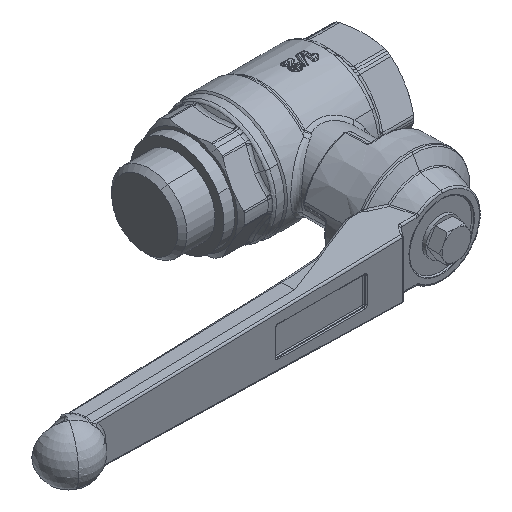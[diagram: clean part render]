
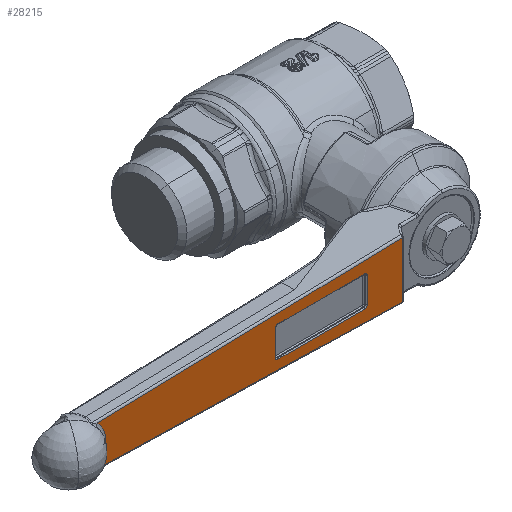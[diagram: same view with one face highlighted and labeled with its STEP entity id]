
A CAD part, isometric view. The second image highlights one B-rep face of the part: STEP entity #28215.
In plain terms, the highlighted planar face has unit normal (0, -1, 0).
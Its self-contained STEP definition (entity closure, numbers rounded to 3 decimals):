
#27224=CARTESIAN_POINT('Vertex',(-98.045,-48.95,5.499)) ;
#27227=CARTESIAN_POINT('Line Origine',(-56.33,-48.95,6.592)) ;
#27231=CARTESIAN_POINT('Vertex',(-61.96,-48.95,6.444)) ;
#27234=CARTESIAN_POINT('Line Origine',(-56.33,-48.95,6.592)) ;
#27238=CARTESIAN_POINT('Vertex',(-13.511,-48.95,7.713)) ;
#28065=CARTESIAN_POINT('Axis2P3D Location',(-100.651,-48.95,9.194)) ;
#28071=CARTESIAN_POINT('Control Point',(-98.045,-48.95,-5.499)) ;
#28072=CARTESIAN_POINT('Control Point',(-97.464,-48.95,-4.923)) ;
#28073=CARTESIAN_POINT('Control Point',(-96.959,-48.95,-4.27)) ;
#28074=CARTESIAN_POINT('Control Point',(-96.544,-48.95,-3.554)) ;
#28075=CARTESIAN_POINT('Control Point',(-95.913,-48.95,-2.029)) ;
#28076=CARTESIAN_POINT('Control Point',(-95.699,-48.95,-0.393)) ;
#28077=CARTESIAN_POINT('Control Point',(-95.701,-48.95,0.435)) ;
#28078=CARTESIAN_POINT('Control Point',(-95.923,-48.95,2.062)) ;
#28079=CARTESIAN_POINT('Control Point',(-96.557,-48.95,3.576)) ;
#28080=CARTESIAN_POINT('Control Point',(-96.97,-48.95,4.284)) ;
#28081=CARTESIAN_POINT('Control Point',(-97.47,-48.95,4.929)) ;
#28082=CARTESIAN_POINT('Control Point',(-98.045,-48.95,5.499)) ;
#28083=CARTESIAN_POINT('Vertex',(-98.045,-48.95,-5.499)) ;
#28086=CARTESIAN_POINT('Line Origine',(-80.002,-48.95,-5.972)) ;
#28090=CARTESIAN_POINT('Vertex',(-61.96,-48.95,-6.444)) ;
#28093=CARTESIAN_POINT('Line Origine',(-37.735,-48.95,-7.078)) ;
#28097=CARTESIAN_POINT('Vertex',(-13.511,-48.95,-7.713)) ;
#28100=CARTESIAN_POINT('Line Origine',(-13.511,-48.95,0.)) ;
#28114=CARTESIAN_POINT('Control Point',(-48.,-48.95,-4.25)) ;
#28115=CARTESIAN_POINT('Control Point',(-48.085,-48.95,-4.25)) ;
#28116=CARTESIAN_POINT('Control Point',(-48.17,-48.95,-4.238)) ;
#28117=CARTESIAN_POINT('Control Point',(-48.252,-48.95,-4.214)) ;
#28118=CARTESIAN_POINT('Control Point',(-48.408,-48.95,-4.143)) ;
#28119=CARTESIAN_POINT('Control Point',(-48.539,-48.95,-4.032)) ;
#28120=CARTESIAN_POINT('Control Point',(-48.596,-48.95,-3.968)) ;
#28121=CARTESIAN_POINT('Control Point',(-48.679,-48.95,-3.84)) ;
#28122=CARTESIAN_POINT('Control Point',(-48.728,-48.95,-3.697)) ;
#28123=CARTESIAN_POINT('Control Point',(-48.743,-48.95,-3.632)) ;
#28124=CARTESIAN_POINT('Control Point',(-48.75,-48.95,-3.566)) ;
#28125=CARTESIAN_POINT('Control Point',(-48.75,-48.95,-3.5)) ;
#28126=CARTESIAN_POINT('Vertex',(-48.,-48.95,-4.25)) ;
#28128=CARTESIAN_POINT('Vertex',(-48.75,-48.95,-3.5)) ;
#28131=CARTESIAN_POINT('Line Origine',(-48.75,-48.95,0.)) ;
#28135=CARTESIAN_POINT('Vertex',(-48.75,-48.95,3.5)) ;
#28139=CARTESIAN_POINT('Control Point',(-48.75,-48.95,3.5)) ;
#28140=CARTESIAN_POINT('Control Point',(-48.75,-48.95,3.585)) ;
#28141=CARTESIAN_POINT('Control Point',(-48.738,-48.95,3.67)) ;
#28142=CARTESIAN_POINT('Control Point',(-48.714,-48.95,3.752)) ;
#28143=CARTESIAN_POINT('Control Point',(-48.643,-48.95,3.908)) ;
#28144=CARTESIAN_POINT('Control Point',(-48.532,-48.95,4.039)) ;
#28145=CARTESIAN_POINT('Control Point',(-48.468,-48.95,4.096)) ;
#28146=CARTESIAN_POINT('Control Point',(-48.34,-48.95,4.179)) ;
#28147=CARTESIAN_POINT('Control Point',(-48.197,-48.95,4.228)) ;
#28148=CARTESIAN_POINT('Control Point',(-48.132,-48.95,4.243)) ;
#28149=CARTESIAN_POINT('Control Point',(-48.066,-48.95,4.25)) ;
#28150=CARTESIAN_POINT('Control Point',(-48.,-48.95,4.25)) ;
#28151=CARTESIAN_POINT('Vertex',(-48.,-48.95,4.25)) ;
#28154=CARTESIAN_POINT('Line Origine',(-36.,-48.95,4.25)) ;
#28158=CARTESIAN_POINT('Vertex',(-24.,-48.95,4.25)) ;
#28162=CARTESIAN_POINT('Control Point',(-24.,-48.95,4.25)) ;
#28163=CARTESIAN_POINT('Control Point',(-23.915,-48.95,4.25)) ;
#28164=CARTESIAN_POINT('Control Point',(-23.83,-48.95,4.238)) ;
#28165=CARTESIAN_POINT('Control Point',(-23.748,-48.95,4.214)) ;
#28166=CARTESIAN_POINT('Control Point',(-23.592,-48.95,4.143)) ;
#28167=CARTESIAN_POINT('Control Point',(-23.461,-48.95,4.032)) ;
#28168=CARTESIAN_POINT('Control Point',(-23.404,-48.95,3.968)) ;
#28169=CARTESIAN_POINT('Control Point',(-23.321,-48.95,3.84)) ;
#28170=CARTESIAN_POINT('Control Point',(-23.272,-48.95,3.697)) ;
#28171=CARTESIAN_POINT('Control Point',(-23.257,-48.95,3.632)) ;
#28172=CARTESIAN_POINT('Control Point',(-23.25,-48.95,3.566)) ;
#28173=CARTESIAN_POINT('Control Point',(-23.25,-48.95,3.5)) ;
#28174=CARTESIAN_POINT('Vertex',(-23.25,-48.95,3.5)) ;
#28177=CARTESIAN_POINT('Line Origine',(-23.25,-48.95,0.)) ;
#28181=CARTESIAN_POINT('Vertex',(-23.25,-48.95,-3.5)) ;
#28185=CARTESIAN_POINT('Control Point',(-23.25,-48.95,-3.5)) ;
#28186=CARTESIAN_POINT('Control Point',(-23.25,-48.95,-3.585)) ;
#28187=CARTESIAN_POINT('Control Point',(-23.262,-48.95,-3.67)) ;
#28188=CARTESIAN_POINT('Control Point',(-23.286,-48.95,-3.752)) ;
#28189=CARTESIAN_POINT('Control Point',(-23.357,-48.95,-3.908)) ;
#28190=CARTESIAN_POINT('Control Point',(-23.468,-48.95,-4.039)) ;
#28191=CARTESIAN_POINT('Control Point',(-23.532,-48.95,-4.096)) ;
#28192=CARTESIAN_POINT('Control Point',(-23.66,-48.95,-4.179)) ;
#28193=CARTESIAN_POINT('Control Point',(-23.803,-48.95,-4.228)) ;
#28194=CARTESIAN_POINT('Control Point',(-23.868,-48.95,-4.243)) ;
#28195=CARTESIAN_POINT('Control Point',(-23.934,-48.95,-4.25)) ;
#28196=CARTESIAN_POINT('Control Point',(-24.,-48.95,-4.25)) ;
#28197=CARTESIAN_POINT('Vertex',(-24.,-48.95,-4.25)) ;
#28200=CARTESIAN_POINT('Line Origine',(-36.,-48.95,-4.25)) ;
#27228=DIRECTION('Vector Direction',(1.,0.,0.026)) ;
#27235=DIRECTION('Vector Direction',(1.,0.,0.026)) ;
#28066=DIRECTION('Axis2P3D Direction',(0.,-1.,0.)) ;
#28067=DIRECTION('Axis2P3D XDirection',(1.,0.,0.)) ;
#28087=DIRECTION('Vector Direction',(1.,0.,-0.026)) ;
#28094=DIRECTION('Vector Direction',(1.,0.,-0.026)) ;
#28101=DIRECTION('Vector Direction',(0.,0.,1.)) ;
#28132=DIRECTION('Vector Direction',(0.,0.,1.)) ;
#28155=DIRECTION('Vector Direction',(1.,0.,0.)) ;
#28178=DIRECTION('Vector Direction',(0.,0.,1.)) ;
#28201=DIRECTION('Vector Direction',(1.,0.,0.)) ;
#28068=AXIS2_PLACEMENT_3D('Plane Axis2P3D',#28065,#28066,#28067) ;
#28106=ORIENTED_EDGE('',*,*,#28085,.F.) ;
#28107=ORIENTED_EDGE('',*,*,#28092,.T.) ;
#28108=ORIENTED_EDGE('',*,*,#28099,.F.) ;
#28109=ORIENTED_EDGE('',*,*,#28104,.T.) ;
#28110=ORIENTED_EDGE('',*,*,#27240,.F.) ;
#28111=ORIENTED_EDGE('',*,*,#27233,.T.) ;
#28206=ORIENTED_EDGE('',*,*,#28130,.T.) ;
#28207=ORIENTED_EDGE('',*,*,#28137,.T.) ;
#28208=ORIENTED_EDGE('',*,*,#28153,.T.) ;
#28209=ORIENTED_EDGE('',*,*,#28160,.T.) ;
#28210=ORIENTED_EDGE('',*,*,#28176,.T.) ;
#28211=ORIENTED_EDGE('',*,*,#28183,.T.) ;
#28212=ORIENTED_EDGE('',*,*,#28199,.T.) ;
#28213=ORIENTED_EDGE('',*,*,#28204,.T.) ;
#28214=FACE_BOUND('',#28205,.T.) ;
#27229=VECTOR('Line Direction',#27228,1.) ;
#27236=VECTOR('Line Direction',#27235,1.) ;
#28088=VECTOR('Line Direction',#28087,1.) ;
#28095=VECTOR('Line Direction',#28094,1.) ;
#28102=VECTOR('Line Direction',#28101,1.) ;
#28133=VECTOR('Line Direction',#28132,1.) ;
#28156=VECTOR('Line Direction',#28155,1.) ;
#28179=VECTOR('Line Direction',#28178,1.) ;
#28202=VECTOR('Line Direction',#28201,1.) ;
#28215=ADVANCED_FACE('PartBody',(#28112,#28214),#28069,.T.) ;
#28070=B_SPLINE_CURVE_WITH_KNOTS('',5,(#28071,#28072,#28073,#28074,#28075,#28076,#28077,#28078,#28079,#28080,#28081,#28082),.UNSPECIFIED.,.F.,.U.,(6,3,3,6),(0.,5.785,11.569,17.295),.UNSPECIFIED.) ;
#28113=B_SPLINE_CURVE_WITH_KNOTS('',5,(#28114,#28115,#28116,#28117,#28118,#28119,#28120,#28121,#28122,#28123,#28124,#28125),.UNSPECIFIED.,.F.,.U.,(6,3,3,6),(0.,0.6,1.2,1.666),.UNSPECIFIED.) ;
#28138=B_SPLINE_CURVE_WITH_KNOTS('',5,(#28139,#28140,#28141,#28142,#28143,#28144,#28145,#28146,#28147,#28148,#28149,#28150),.UNSPECIFIED.,.F.,.U.,(6,3,3,6),(0.,0.6,1.2,1.666),.UNSPECIFIED.) ;
#28161=B_SPLINE_CURVE_WITH_KNOTS('',5,(#28162,#28163,#28164,#28165,#28166,#28167,#28168,#28169,#28170,#28171,#28172,#28173),.UNSPECIFIED.,.F.,.U.,(6,3,3,6),(0.,0.6,1.2,1.666),.UNSPECIFIED.) ;
#28184=B_SPLINE_CURVE_WITH_KNOTS('',5,(#28185,#28186,#28187,#28188,#28189,#28190,#28191,#28192,#28193,#28194,#28195,#28196),.UNSPECIFIED.,.F.,.U.,(6,3,3,6),(0.,0.6,1.2,1.666),.UNSPECIFIED.) ;
#27233=EDGE_CURVE('',#27232,#27225,#27230,.F.) ;
#27240=EDGE_CURVE('',#27232,#27239,#27237,.T.) ;
#28085=EDGE_CURVE('',#28084,#27225,#28070,.T.) ;
#28092=EDGE_CURVE('',#28084,#28091,#28089,.T.) ;
#28099=EDGE_CURVE('',#28098,#28091,#28096,.F.) ;
#28104=EDGE_CURVE('',#28098,#27239,#28103,.T.) ;
#28130=EDGE_CURVE('',#28127,#28129,#28113,.T.) ;
#28137=EDGE_CURVE('',#28129,#28136,#28134,.T.) ;
#28153=EDGE_CURVE('',#28136,#28152,#28138,.T.) ;
#28160=EDGE_CURVE('',#28152,#28159,#28157,.T.) ;
#28176=EDGE_CURVE('',#28159,#28175,#28161,.T.) ;
#28183=EDGE_CURVE('',#28175,#28182,#28180,.F.) ;
#28199=EDGE_CURVE('',#28182,#28198,#28184,.T.) ;
#28204=EDGE_CURVE('',#28198,#28127,#28203,.F.) ;
#28105=EDGE_LOOP('',(#28106,#28107,#28108,#28109,#28110,#28111)) ;
#28205=EDGE_LOOP('',(#28206,#28207,#28208,#28209,#28210,#28211,#28212,#28213)) ;
#28112=FACE_OUTER_BOUND('',#28105,.T.) ;
#27230=LINE('Line',#27227,#27229) ;
#27237=LINE('Line',#27234,#27236) ;
#28089=LINE('Line',#28086,#28088) ;
#28096=LINE('Line',#28093,#28095) ;
#28103=LINE('Line',#28100,#28102) ;
#28134=LINE('Line',#28131,#28133) ;
#28157=LINE('Line',#28154,#28156) ;
#28180=LINE('Line',#28177,#28179) ;
#28203=LINE('Line',#28200,#28202) ;
#28069=PLANE('',#28068) ;
#27225=VERTEX_POINT('',#27224) ;
#27232=VERTEX_POINT('',#27231) ;
#27239=VERTEX_POINT('',#27238) ;
#28084=VERTEX_POINT('',#28083) ;
#28091=VERTEX_POINT('',#28090) ;
#28098=VERTEX_POINT('',#28097) ;
#28127=VERTEX_POINT('',#28126) ;
#28129=VERTEX_POINT('',#28128) ;
#28136=VERTEX_POINT('',#28135) ;
#28152=VERTEX_POINT('',#28151) ;
#28159=VERTEX_POINT('',#28158) ;
#28175=VERTEX_POINT('',#28174) ;
#28182=VERTEX_POINT('',#28181) ;
#28198=VERTEX_POINT('',#28197) ;
